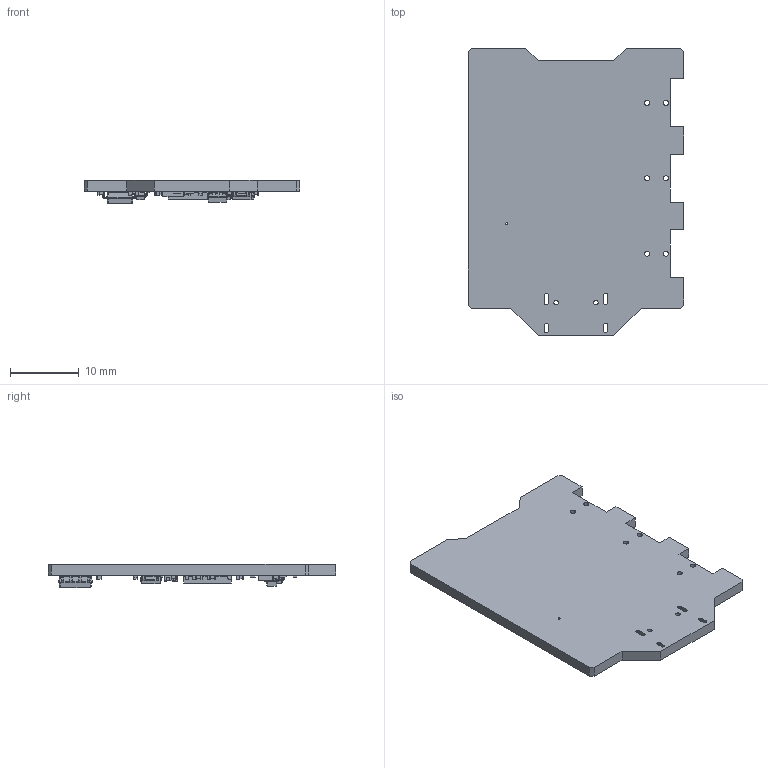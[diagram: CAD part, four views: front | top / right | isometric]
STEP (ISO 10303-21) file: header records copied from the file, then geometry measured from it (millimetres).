
FILE_DESCRIPTION(('KiCad electronic assembly'),'2;1');
FILE_NAME('Hardware.step','2024-04-14T18:33:16',('Pcbnew'),('Kicad'), 'Open CASCADE STEP processor 7.6','KiCad to STEP converter','Unknown' );
FILE_SCHEMA(('AUTOMOTIVE_DESIGN { 1 0 10303 214 1 1 1 1 }'));
Length unit declared in the file: millimetre
Products named in the file (24): Hardware 1; R_0402_1005Metric; SOLID; C_0402_1005Metric; L_0603_1608Metric; LGA-14_3x2.5mm_P0.5mm_LayoutBorder3x4y; SOIC-8_3.9x4.9mm_P1.27mm; SOT-23; SOT-23-5; Nordic_AQFN-73-1EP_7x7mm_P0.5mm; D_SOD-323; L_0402_1005Metric; C_0603_1608Metric; PCB
Assembly tree (62 placements, depth 3):
  Hardware 1
    R_0402_1005Metric  x13
      SOLID
    C_0402_1005Metric  x26
      SOLID
    L_0603_1608Metric
      SOLID
    LGA-14_3x2.5mm_P0.5mm_LayoutBorder3x4y
      SOLID
    SOIC-8_3.9x4.9mm_P1.27mm
      SOLID
    SOT-23  x3
      SOLID
    SOT-23-5
      SOLID
    Nordic_AQFN-73-1EP_7x7mm_P0.5mm
      SOLID
    D_SOD-323
      SOLID
    L_0402_1005Metric
      SOLID
    C_0603_1608Metric
      SOLID
    PCB
Bounding box: 31.5 x 42 x 3.38 mm (x, y, z)
Volume: 1987.8 mm3; surface area: 3101.1 mm2
Topology: 51 solids, 51 shells, 2155 faces, 5617 edges, 3640 vertices
Faces by surface type: plane 1427, cylinder 560, bspline 168
Full cylindrical faces by diameter (mm): 0.2 x1, 0.3 x1, 0.4 x1, 0.6 x1, 0.65 x2, 0.75 x6
Entity records: 71819 total; most frequent: CARTESIAN_POINT 12535, DIRECTION 9588, LINE 7017, VECTOR 7017, ORIENTED_EDGE 5282, PCURVE 5282, DEFINITIONAL_REPRESENTATION 5282, EDGE_CURVE 2641
